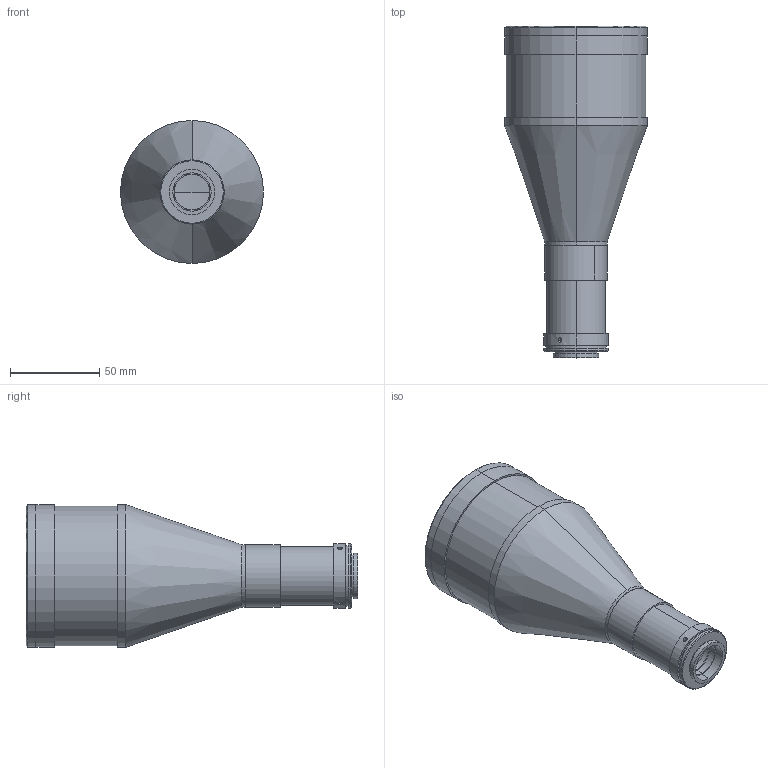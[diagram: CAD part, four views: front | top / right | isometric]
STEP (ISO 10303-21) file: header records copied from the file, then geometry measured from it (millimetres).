
FILE_DESCRIPTION (( 'STEP AP203' ), '1' );
FILE_NAME ('XF-5MDT02X178.STEP', '2015-07-30T02:56:48', ( 'Lxtx999.CoM' ), ( 'Lxtx999.CoM' ), 'SwSTEP 2.0', 'SolidWorks 2014', '' );
FILE_SCHEMA (( 'CONFIG_CONTROL_DESIGN' ));
Length unit declared in the file: millimetre
Products named in the file (1): XF-5MDT02X178
Bounding box: 80 x 185.74 x 80 mm (x, y, z)
Surface area: 46412 mm2 (no closed solid volume)
Topology: 0 solids, 13 shells, 84 faces, 216 edges, 148 vertices
Faces by surface type: cylinder 46, plane 26, cone 8, sphere 4
Entity records: 2859 total; most frequent: CARTESIAN_POINT 677, DIRECTION 492, ORIENTED_EDGE 358, EDGE_CURVE 216, AXIS2_PLACEMENT_3D 203, VERTEX_POINT 148, CIRCLE 118, EDGE_LOOP 101
